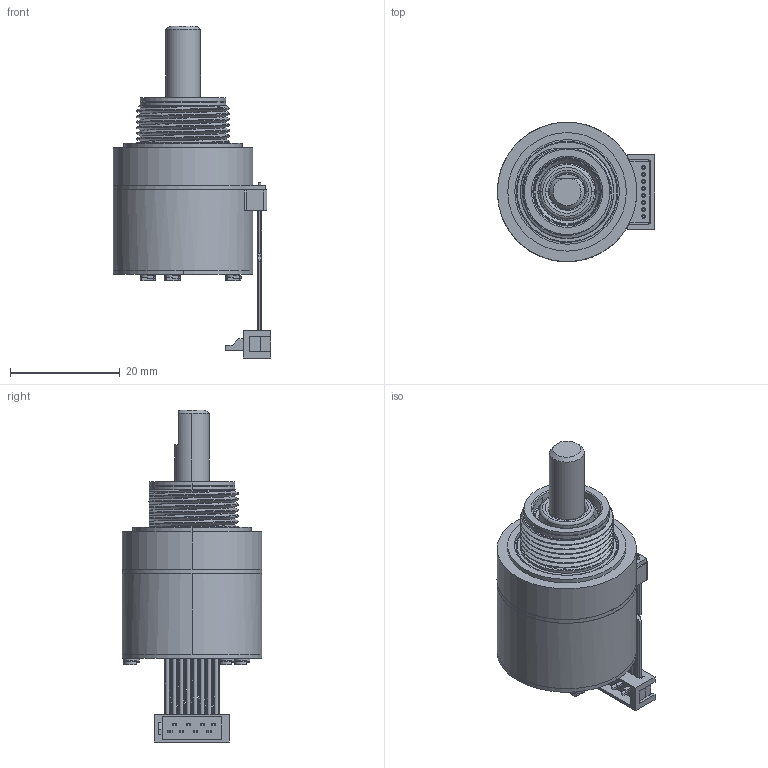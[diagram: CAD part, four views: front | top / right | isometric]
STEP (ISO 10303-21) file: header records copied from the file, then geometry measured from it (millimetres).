
FILE_DESCRIPTION((''),'2;1');
FILE_NAME('60ARXX-X-XXXC_SW0009','2015-01-19T',('amercuri'),(''),'PRO/ENGINEER BY PARAMETRIC TECHNOLOGY CORPORATION, 2011490','PRO/ENGINEER BY PARAMETRIC TECHNOLOGY CORPORATION, 2011490','');
FILE_SCHEMA(('CONFIG_CONTROL_DESIGN'));
Length unit declared in the file: inch
Products named in the file (1): 60ARXX-X-XXXC_SW0009
Bounding box: 28.65 x 25.4 x 60.45 mm (x, y, z)
Surface area: 6771.6 mm2 (no closed solid volume)
Topology: 0 solids, 29 shells, 471 faces, 1697 edges, 1235 vertices
Faces by surface type: plane 221, cylinder 178, torus 36, bspline 27, cone 7, extrusion 2
Entity records: 23949 total; most frequent: CARTESIAN_POINT 10188, ORIENTED_EDGE 2834, DIRECTION 2486, EDGE_CURVE 1697, VERTEX_POINT 1235, AXIS2_PLACEMENT_3D 834, VECTOR 818, LINE 816
